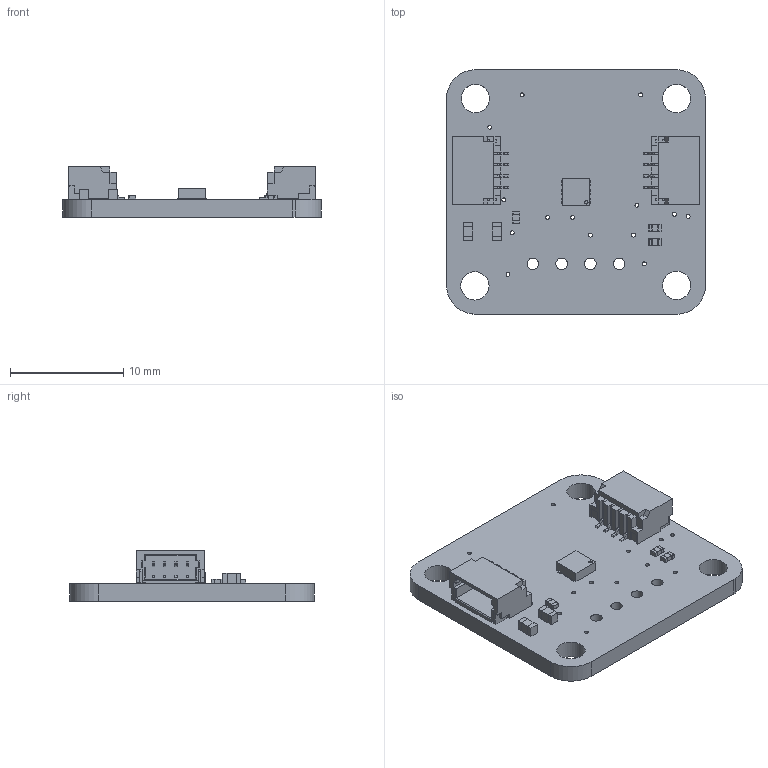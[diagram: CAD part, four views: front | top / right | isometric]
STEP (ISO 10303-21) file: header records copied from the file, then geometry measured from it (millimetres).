
FILE_DESCRIPTION(/* description */ (''),/* implementation_level */ '2;1');
FILE_NAME(/* name */ 'SGP4x-Gas-Sensor v3.step',/* time_stamp */ '2023-07-29T14:11:00+03:00',/* author */ (''),/* organization */ (''),/* preprocessor_version */ 'ST-DEVELOPER v20',/* originating_system */ 'Autodesk Translation Framework v12.9.0.99',/* authorisation */ '');
FILE_SCHEMA (('AUTOMOTIVE_DESIGN { 1 0 10303 214 3 1 1 }'));
Length unit declared in the file: millimetre
Products named in the file (14): SGP4x-Gas-Sensor; Board; Packages; SON80P244X244X95-7N; Body; ThermalPin; PinsArrayLR; LASKKIT_10MM_SILKSCREEN; USUP_4MM_SILKSCREEN; 1X04_1MM_RA; 2,5-PAD; SMT-JUMPER_2_NC_TRACE_NO-SILK; C0603; R0402
Assembly tree (21 placements, depth 4):
  SGP4x-Gas-Sensor
    Board
    Packages
      SON80P244X244X95-7N
        Body
        ThermalPin
        PinsArrayLR
      LASKKIT_10MM_SILKSCREEN
      USUP_4MM_SILKSCREEN  x2
      1X04_1MM_RA  x2
      2,5-PAD  x4
      SMT-JUMPER_2_NC_TRACE_NO-SILK
      C0603  x2
      R0402  x3
Bounding box: 22.86 x 21.59 x 4.47 mm (x, y, z)
Volume: 816.5 mm3; surface area: 1614.3 mm2
Topology: 28 solids, 28 shells, 816 faces, 2145 edges, 1378 vertices
Faces by surface type: plane 592, cylinder 176, sphere 48
Full cylindrical faces by diameter (mm): 0.305 x1, 0.35 x15, 1.016 x4, 2.5 x4
Entity records: 13798 total; most frequent: CARTESIAN_POINT 2306, ORIENTED_EDGE 2238, DIRECTION 2217, EDGE_CURVE 1119, LINE 939, VECTOR 939, VERTEX_POINT 728, AXIS2_PLACEMENT_3D 639
